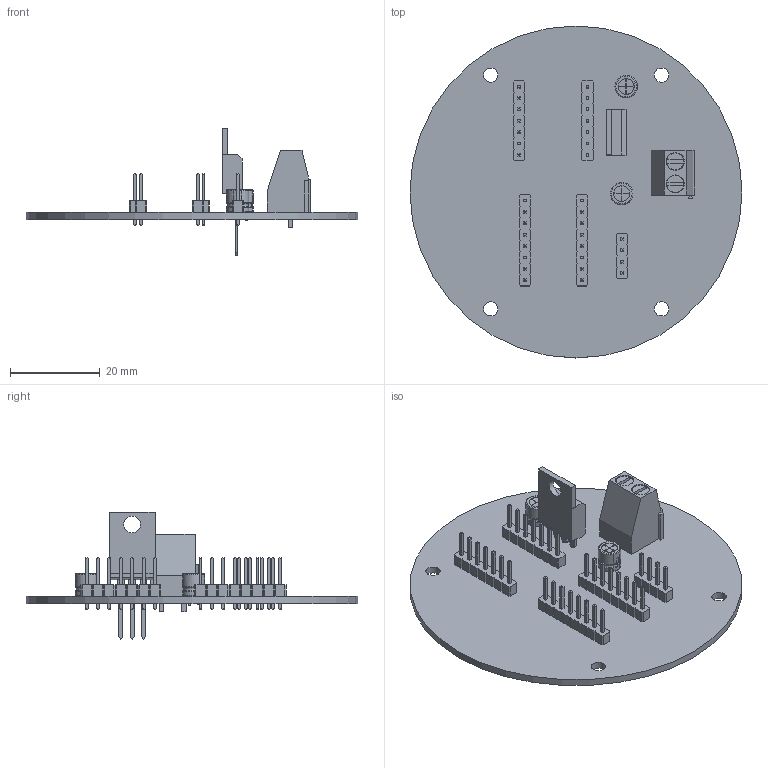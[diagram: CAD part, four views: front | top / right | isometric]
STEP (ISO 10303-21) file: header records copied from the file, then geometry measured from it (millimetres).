
FILE_DESCRIPTION(('KiCad electronic assembly'),'2;1');
FILE_NAME('split_flap.step','2023-04-20T11:47:02',('Pcbnew'),('Kicad'), 'Open CASCADE STEP processor 7.6','KiCad to STEP converter','Unknown' );
FILE_SCHEMA(('AUTOMOTIVE_DESIGN { 1 0 10303 214 1 1 1 1 }'));
Length unit declared in the file: millimetre
Products named in the file (14): split_flap 1; PinHeader_1x08_P2.54mm_Vertical; SOLID; CP_Radial_D5.0mm_P2.00mm; TerminalBlock_Phoenix_MKDS-1,5-2_1x02_P5.00mm_Horizontal; TO-220-3_Vertical; PinHeader_1x04_P2.54mm_Vertical; PinHeader_1x07_P2.54mm_Vertical; split_flap PCB
Assembly tree (16 placements, depth 3):
  split_flap 1
    PinHeader_1x08_P2.54mm_Vertical  x2
      SOLID
    CP_Radial_D5.0mm_P2.00mm  x2
      SOLID
    TerminalBlock_Phoenix_MKDS-1,5-2_1x02_P5.00mm_Horizontal
      SOLID
    TO-220-3_Vertical
      SOLID
    PinHeader_1x04_P2.54mm_Vertical
      SOLID
    PinHeader_1x07_P2.54mm_Vertical  x2
      SOLID
    split_flap PCB
Bounding box: 74 x 74 x 28.52 mm (x, y, z)
Volume: 9117.6 mm3; surface area: 13081 mm2
Topology: 10 solids, 12 shells, 1121 faces, 2739 edges, 1718 vertices
Faces by surface type: plane 1008, cylinder 79, bspline 20, revolution 10, torus 4
Full cylindrical faces by diameter (mm): 0.5 x4, 0.8 x4, 1 x34, 1.1 x3, 1.3 x2, 3.2 x4, 3.735 x1, 3.8 x2, 4 x2, 74 x1
Entity records: 49096 total; most frequent: CARTESIAN_POINT 8364, DIRECTION 6718, LINE 4784, VECTOR 4784, ORIENTED_EDGE 3484, PCURVE 3484, DEFINITIONAL_REPRESENTATION 3484, EDGE_CURVE 1742
